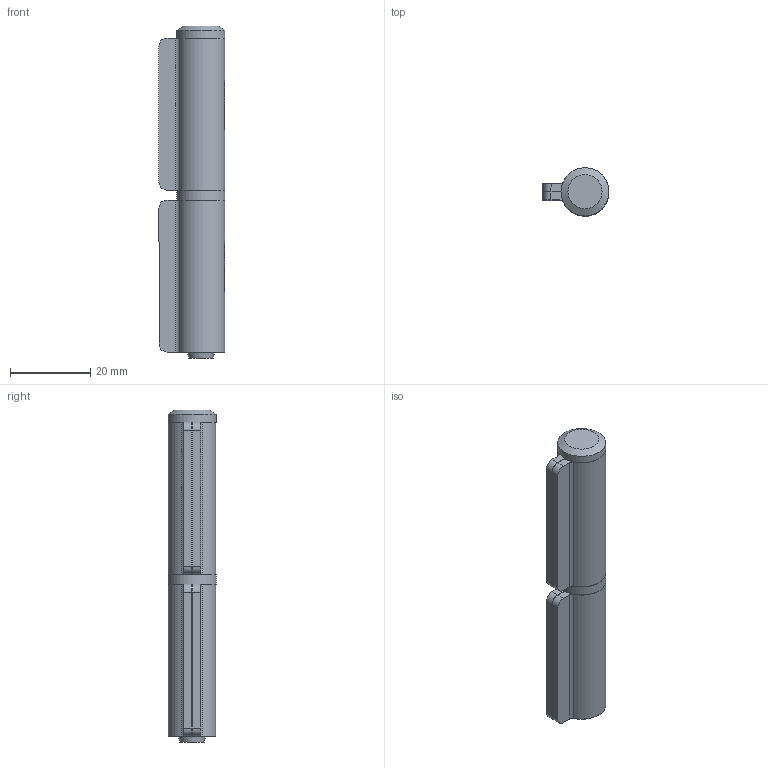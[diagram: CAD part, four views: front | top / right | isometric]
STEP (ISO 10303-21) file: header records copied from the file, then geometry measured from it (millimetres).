
FILE_DESCRIPTION(/* description */ ('CERNIERA 402-80'),/* implementation_level */ '2;1');
FILE_NAME(/* name */ '11604008 001.stp',/* time_stamp */ '2023-02-27T14:26:09+01:00',/* author */ ('gcocco'),/* organization */ (''),/* preprocessor_version */ 'ST-DEVELOPER v17.2',/* originating_system */ 'Autodesk Inventor 2019',/* authorisation */ '');
FILE_SCHEMA (('AUTOMOTIVE_DESIGN { 1 0 10303 214 3 1 1 }'));
Length unit declared in the file: millimetre
Products named in the file (4): 11604008  001; 23000105  001; 28303002; 21000804  001
Assembly tree (4 placements, depth 2):
  11604008  001
    23000105  001
    28303002  x2
    21000804  001
Bounding box: 16.5 x 12 x 83 mm (x, y, z)
Volume: 10197.9 mm3; surface area: 11593 mm2
Topology: 4 solids, 6 shells, 369 faces, 972 edges, 650 vertices
Faces by surface type: plane 281, cylinder 70, bspline 16, cone 2
Full cylindrical faces by diameter (mm): 7.7 x1, 8 x1, 12 x2
Entity records: 6331 total; most frequent: CARTESIAN_POINT 1412, DIRECTION 1016, ORIENTED_EDGE 984, EDGE_CURVE 494, AXIS2_PLACEMENT_3D 356, VERTEX_POINT 330, LINE 304, VECTOR 304
